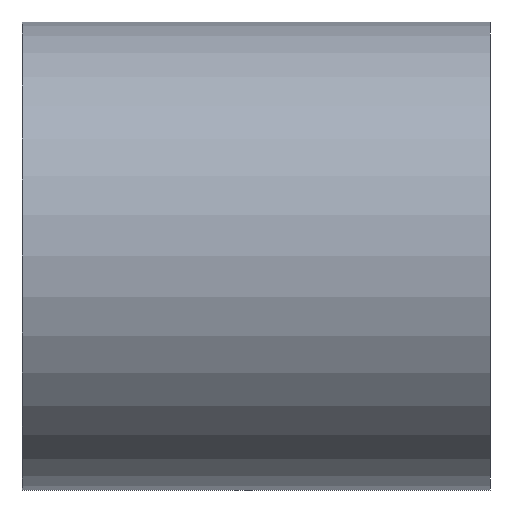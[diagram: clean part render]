
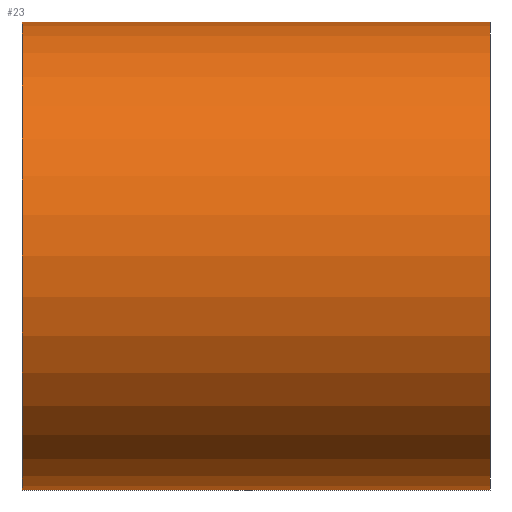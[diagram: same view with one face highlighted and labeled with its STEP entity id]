
A CAD part, left-side view. The second image highlights one B-rep face of the part: STEP entity #23.
In plain terms, the highlighted cylindrical face has radius 2.381 mm (diameter 4.763 mm), a partial arc.
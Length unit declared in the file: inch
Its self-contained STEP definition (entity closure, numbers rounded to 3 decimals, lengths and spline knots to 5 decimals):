
#2 = FACE_OUTER_BOUND ( 'NONE', #105, .T. ) ;
#10 = CYLINDRICAL_SURFACE ( 'NONE', #11, 0.09375 ) ;
#11 = AXIS2_PLACEMENT_3D ( 'NONE', #80, #81, #82 ) ;
#16 = EDGE_CURVE ( 'NONE', #110, #112, #24, .T. ) ;
#17 = EDGE_CURVE ( 'NONE', #112, #111, #62, .T. ) ;
#19 = EDGE_CURVE ( 'NONE', #110, #109, #68, .T. ) ;
#21 = EDGE_CURVE ( 'NONE', #109, #111, #27, .T. ) ;
#23 = ADVANCED_FACE ( 'NONE', ( #2 ), #10, .T. ) ;
#24 = CIRCLE ( 'NONE', #147, 0.09375 ) ;
#27 = CIRCLE ( 'NONE', #145, 0.09375 ) ;
#50 = CARTESIAN_POINT ( 'NONE',  ( 0., 0., -0.09375 ) ) ;
#51 = CARTESIAN_POINT ( 'NONE',  ( 0., 0.1875, -0.09375 ) ) ;
#52 = CARTESIAN_POINT ( 'NONE',  ( 0., 0., 0.09375 ) ) ;
#53 = CARTESIAN_POINT ( 'NONE',  ( 0., 0.1875, 0.09375 ) ) ;
#58 = CARTESIAN_POINT ( 'NONE',  ( 0., 0.1875, 0. ) ) ;
#59 = DIRECTION ( 'NONE',  ( 0., 1., 0. ) ) ;
#60 = DIRECTION ( 'NONE',  ( 0., 0., 1. ) ) ;
#62 = LINE ( 'NONE', #63, #142 ) ;
#63 = CARTESIAN_POINT ( 'NONE',  ( 0., 0.1875, 0.09375 ) ) ;
#64 = DIRECTION ( 'NONE',  ( 0., -1., 0. ) ) ;
#68 = LINE ( 'NONE', #69, #148 ) ;
#69 = CARTESIAN_POINT ( 'NONE',  ( 0., 0.1875, -0.09375 ) ) ;
#70 = DIRECTION ( 'NONE',  ( 0., -1., 0. ) ) ;
#73 = CARTESIAN_POINT ( 'NONE',  ( 0., 0., 0. ) ) ;
#74 = DIRECTION ( 'NONE',  ( 0., 1., 0. ) ) ;
#75 = DIRECTION ( 'NONE',  ( 0., 0., 1. ) ) ;
#80 = CARTESIAN_POINT ( 'NONE',  ( 0., 0.1875, 0. ) ) ;
#81 = DIRECTION ( 'NONE',  ( 0., -1., 0. ) ) ;
#82 = DIRECTION ( 'NONE',  ( 0., 0., -1. ) ) ;
#99 = ORIENTED_EDGE ( 'NONE', *, *, #16, .F. ) ;
#101 = ORIENTED_EDGE ( 'NONE', *, *, #19, .T. ) ;
#102 = ORIENTED_EDGE ( 'NONE', *, *, #21, .T. ) ;
#104 = ORIENTED_EDGE ( 'NONE', *, *, #17, .F. ) ;
#105 = EDGE_LOOP ( 'NONE', ( #104, #99, #101, #102 ) ) ;
#109 = VERTEX_POINT ( 'NONE', #50 ) ;
#110 = VERTEX_POINT ( 'NONE', #51 ) ;
#111 = VERTEX_POINT ( 'NONE', #52 ) ;
#112 = VERTEX_POINT ( 'NONE', #53 ) ;
#142 = VECTOR ( 'NONE', #64, 39.37008 ) ;
#145 = AXIS2_PLACEMENT_3D ( 'NONE', #73, #74, #75 ) ;
#147 = AXIS2_PLACEMENT_3D ( 'NONE', #58, #59, #60 ) ;
#148 = VECTOR ( 'NONE', #70, 39.37008 ) ;
